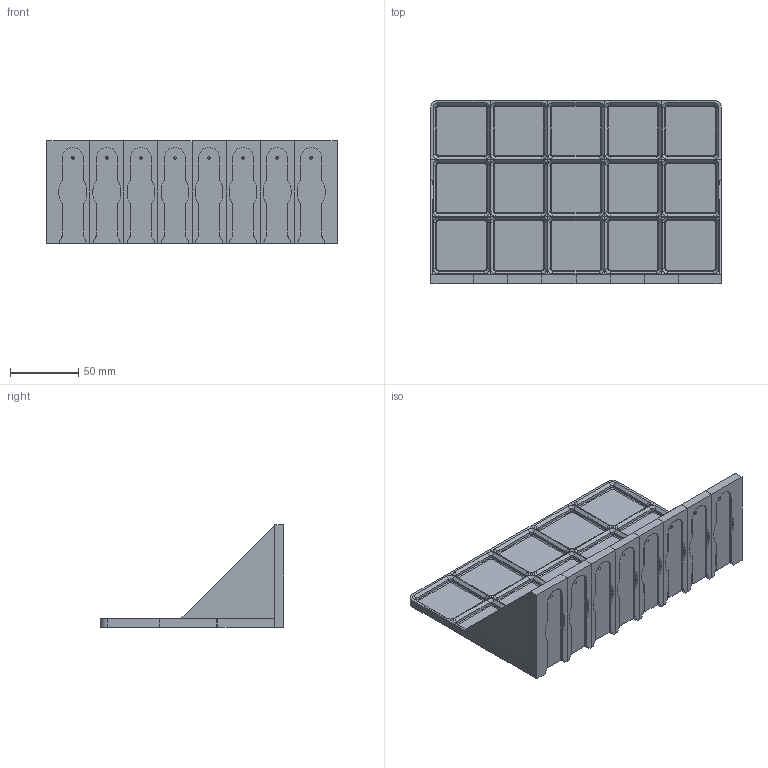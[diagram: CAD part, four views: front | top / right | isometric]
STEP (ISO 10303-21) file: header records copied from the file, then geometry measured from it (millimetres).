
FILE_DESCRIPTION(('HOOPS Exchange Step'),'2;1');
FILE_NAME('temp_export','2024-07-24T20:21:14+02:00',('ddanier'),('Shapr3D Limited'),'HOOPS Exchange 2024.2','Shapr3D','Authorized');
FILE_SCHEMA( ('AUTOMOTIVE_DESIGN { 1 0 10303 214 1 1 1 1 }') );
Length unit declared in the file: millimetre
Products named in the file (1): Gridfinity 5x3 shelve
Bounding box: 213 x 134.5 x 75 mm (x, y, z)
Volume: 132527 mm3; surface area: 137459.7 mm2
Topology: 25 solids, 25 shells, 693 faces, 1604 edges, 976 vertices
Faces by surface type: plane 431, cone 136, cylinder 110, bspline 16
Entity records: 19646 total; most frequent: CARTESIAN_POINT 3994, DIRECTION 3204, ORIENTED_EDGE 3192, EDGE_CURVE 1596, VECTOR 1200, LINE 1200, AXIS2_PLACEMENT_3D 1002, VERTEX_POINT 976
